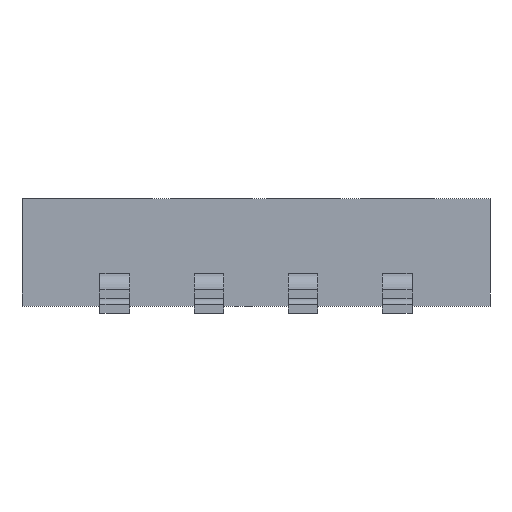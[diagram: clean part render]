
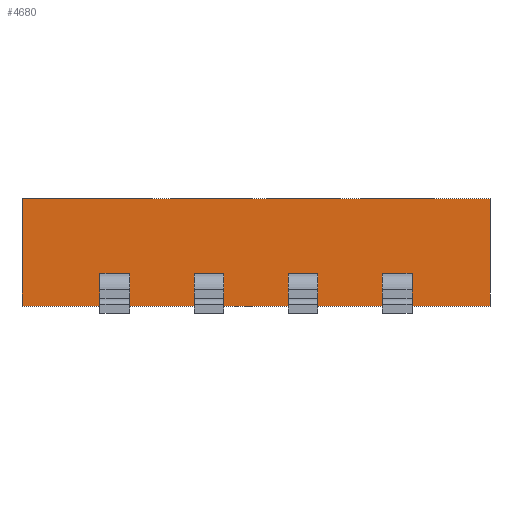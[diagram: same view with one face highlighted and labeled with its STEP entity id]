
A CAD part, left-side view. The second image highlights one B-rep face of the part: STEP entity #4680.
In plain terms, the highlighted free-form (B-spline) face has degree [1, 1] with [2, 2] control points.
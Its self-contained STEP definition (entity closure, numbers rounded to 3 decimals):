
#72=CARTESIAN_POINT('',(-2.25,-3.155,1.55));
#73=VERTEX_POINT('',#72);
#80=CARTESIAN_POINT('',(-2.25,-3.155,0.1));
#81=VERTEX_POINT('',#80);
#82=CARTESIAN_POINT('',(-2.25,-3.155,1.55));
#83=DIRECTION('',(0.0,0.0,-1.0));
#84=VECTOR('',#83,1.45);
#85=LINE('',#82,#84);
#86=EDGE_CURVE('',#73,#81,#85,.T.);
#2716=CARTESIAN_POINT('',(-2.25,3.155,1.55));
#2717=VERTEX_POINT('',#2716);
#2718=CARTESIAN_POINT('',(-2.25,3.155,0.1));
#2719=VERTEX_POINT('',#2718);
#2720=CARTESIAN_POINT('',(-2.25,3.155,1.55));
#2721=DIRECTION('',(0.0,0.0,-1.0));
#2722=VECTOR('',#2721,1.45);
#2723=LINE('',#2720,#2722);
#2724=EDGE_CURVE('',#2717,#2719,#2723,.T.);
#4655=CARTESIAN_POINT('',(-2.25,3.155,0.1));
#4656=DIRECTION('',(0.0,-1.0,0.0));
#4657=VECTOR('',#4656,6.31);
#4658=LINE('',#4655,#4657);
#4659=EDGE_CURVE('',#2719,#81,#4658,.T.);
#4664=CARTESIAN_POINT('',(-2.25,3.155,0.1));
#4665=CARTESIAN_POINT('',(-2.25,3.155,1.55));
#4666=CARTESIAN_POINT('',(-2.25,-3.155,0.1));
#4667=CARTESIAN_POINT('',(-2.25,-3.155,1.55));
#4668=B_SPLINE_SURFACE_WITH_KNOTS('',1,1,((#4664,#4666),(#4665,#4667)),.UNSPECIFIED.,.F.,.F.,.U.,(2,2),(2,2),(0.0,1.45),(0.0,6.31),.UNSPECIFIED.);
#4669=ORIENTED_EDGE('',*,*,#86,.F.);
#4670=CARTESIAN_POINT('',(-2.25,-3.155,1.55));
#4671=DIRECTION('',(0.0,1.0,0.0));
#4672=VECTOR('',#4671,6.31);
#4673=LINE('',#4670,#4672);
#4674=EDGE_CURVE('',#73,#2717,#4673,.T.);
#4675=ORIENTED_EDGE('',*,*,#4674,.T.);
#4676=ORIENTED_EDGE('',*,*,#2724,.T.);
#4677=ORIENTED_EDGE('',*,*,#4659,.T.);
#4678=EDGE_LOOP('',(#4669,#4675,#4676,#4677));
#4679=FACE_OUTER_BOUND('',#4678,.T.);
#4680=ADVANCED_FACE('',(#4679),#4668,.F.);
